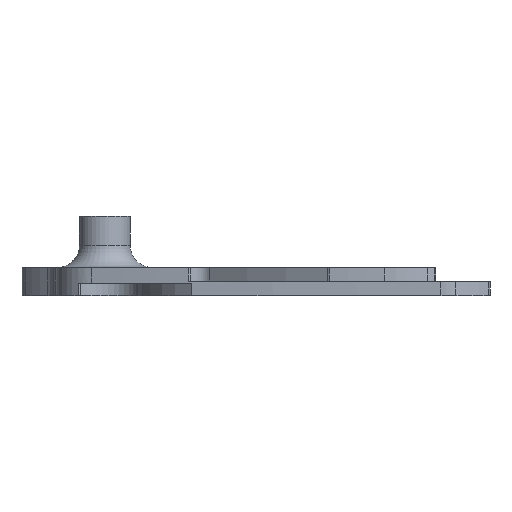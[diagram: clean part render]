
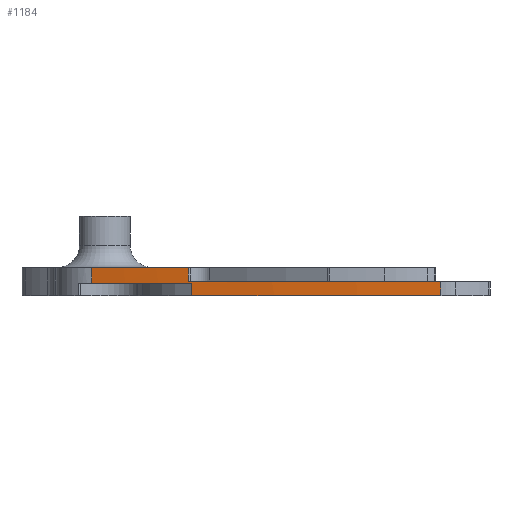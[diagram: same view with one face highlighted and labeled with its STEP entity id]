
A CAD part, front view. The second image highlights one B-rep face of the part: STEP entity #1184.
In plain terms, the highlighted cylindrical face has radius 500 mm (diameter 1000 mm), a partial arc.
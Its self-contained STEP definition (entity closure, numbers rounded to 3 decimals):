
#65 = DIRECTION ( 'NONE',  ( 0., 0., 1. ) ) ;
#77 = CARTESIAN_POINT ( 'NONE',  ( 23.922, -20.192, 165.653 ) ) ;
#187 = AXIS2_PLACEMENT_3D ( 'NONE', #347, #2451, #372 ) ;
#205 = CARTESIAN_POINT ( 'NONE',  ( 127.748, 468.91, 4. ) ) ;
#212 = CARTESIAN_POINT ( 'NONE',  ( -3.68, -13.508, 8. ) ) ;
#225 = LINE ( 'NONE', #3002, #2412 ) ;
#347 = CARTESIAN_POINT ( 'NONE',  ( 127.748, 468.91, 0. ) ) ;
#372 = DIRECTION ( 'NONE',  ( 1., 0., 0. ) ) ;
#429 = CIRCLE ( 'NONE', #2861, 500. ) ;
#494 = CARTESIAN_POINT ( 'NONE',  ( 23.922, -20.192, 8. ) ) ;
#510 = VERTEX_POINT ( 'NONE', #2403 ) ;
#517 = DIRECTION ( 'NONE',  ( -1., 0., 0. ) ) ;
#629 = VECTOR ( 'NONE', #2390, 1000. ) ;
#678 = DIRECTION ( 'NONE',  ( 0., 0., -1. ) ) ;
#681 = DIRECTION ( 'NONE',  ( -1., 0., 0. ) ) ;
#706 = ORIENTED_EDGE ( 'NONE', *, *, #2734, .F. ) ;
#730 = EDGE_CURVE ( 'NONE', #1620, #1553, #225, .T. ) ;
#747 = LINE ( 'NONE', #1444, #629 ) ;
#762 = EDGE_LOOP ( 'NONE', ( #706, #2318, #2959, #2211, #973, #899, #1437, #1643 ) ) ;
#893 = CYLINDRICAL_SURFACE ( 'NONE', #1331, 500. ) ;
#899 = ORIENTED_EDGE ( 'NONE', *, *, #1797, .T. ) ;
#903 = EDGE_CURVE ( 'NONE', #1620, #2772, #2114, .T. ) ;
#954 = AXIS2_PLACEMENT_3D ( 'NONE', #205, #3022, #1407 ) ;
#973 = ORIENTED_EDGE ( 'NONE', *, *, #1793, .F. ) ;
#975 = CARTESIAN_POINT ( 'NONE',  ( 127.748, 468.91, 3.5 ) ) ;
#1042 = CARTESIAN_POINT ( 'NONE',  ( 96.186, -30.093, 4. ) ) ;
#1184 = ADVANCED_FACE ( 'NONE', ( #2522 ), #893, .T. ) ;
#1323 = VERTEX_POINT ( 'NONE', #2585 ) ;
#1331 = AXIS2_PLACEMENT_3D ( 'NONE', #3011, #2748, #681 ) ;
#1407 = DIRECTION ( 'NONE',  ( 1., 0., 0. ) ) ;
#1437 = ORIENTED_EDGE ( 'NONE', *, *, #1856, .T. ) ;
#1444 = CARTESIAN_POINT ( 'NONE',  ( 24.829, -20.383, 1.75 ) ) ;
#1553 = VERTEX_POINT ( 'NONE', #1578 ) ;
#1578 = CARTESIAN_POINT ( 'NONE',  ( -3.68, -13.508, 3.5 ) ) ;
#1620 = VERTEX_POINT ( 'NONE', #212 ) ;
#1643 = ORIENTED_EDGE ( 'NONE', *, *, #1662, .F. ) ;
#1662 = EDGE_CURVE ( 'NONE', #2472, #2691, #1792, .T. ) ;
#1693 = DIRECTION ( 'NONE',  ( 0., 0., 1. ) ) ;
#1772 = CIRCLE ( 'NONE', #954, 500. ) ;
#1792 = LINE ( 'NONE', #2758, #2520 ) ;
#1793 = EDGE_CURVE ( 'NONE', #2602, #1553, #429, .T. ) ;
#1797 = EDGE_CURVE ( 'NONE', #2602, #510, #747, .T. ) ;
#1856 = EDGE_CURVE ( 'NONE', #510, #2691, #2816, .T. ) ;
#1880 = DIRECTION ( 'NONE',  ( 1., 0., 0. ) ) ;
#2114 = CIRCLE ( 'NONE', #2406, 500. ) ;
#2168 = LINE ( 'NONE', #77, #2805 ) ;
#2211 = ORIENTED_EDGE ( 'NONE', *, *, #730, .T. ) ;
#2298 = DIRECTION ( 'NONE',  ( 0., 0., -1. ) ) ;
#2318 = ORIENTED_EDGE ( 'NONE', *, *, #3000, .T. ) ;
#2390 = DIRECTION ( 'NONE',  ( 0., 0., -1. ) ) ;
#2399 = CARTESIAN_POINT ( 'NONE',  ( 127.748, 468.91, 8. ) ) ;
#2403 = CARTESIAN_POINT ( 'NONE',  ( 24.829, -20.383, 0. ) ) ;
#2406 = AXIS2_PLACEMENT_3D ( 'NONE', #2399, #65, #1880 ) ;
#2412 = VECTOR ( 'NONE', #2298, 1000. ) ;
#2451 = DIRECTION ( 'NONE',  ( 0., 0., 1. ) ) ;
#2461 = CARTESIAN_POINT ( 'NONE',  ( 96.186, -30.093, 0. ) ) ;
#2472 = VERTEX_POINT ( 'NONE', #1042 ) ;
#2520 = VECTOR ( 'NONE', #678, 1000. ) ;
#2522 = FACE_OUTER_BOUND ( 'NONE', #762, .T. ) ;
#2585 = CARTESIAN_POINT ( 'NONE',  ( 23.922, -20.192, 4. ) ) ;
#2602 = VERTEX_POINT ( 'NONE', #2703 ) ;
#2691 = VERTEX_POINT ( 'NONE', #2461 ) ;
#2703 = CARTESIAN_POINT ( 'NONE',  ( 24.829, -20.383, 3.5 ) ) ;
#2734 = EDGE_CURVE ( 'NONE', #1323, #2472, #1772, .T. ) ;
#2748 = DIRECTION ( 'NONE',  ( 0., 0., -1. ) ) ;
#2758 = CARTESIAN_POINT ( 'NONE',  ( 96.186, -30.093, 165.653 ) ) ;
#2772 = VERTEX_POINT ( 'NONE', #494 ) ;
#2805 = VECTOR ( 'NONE', #1693, 1000. ) ;
#2816 = CIRCLE ( 'NONE', #187, 500. ) ;
#2831 = DIRECTION ( 'NONE',  ( 0., 0., -1. ) ) ;
#2861 = AXIS2_PLACEMENT_3D ( 'NONE', #975, #2831, #517 ) ;
#2959 = ORIENTED_EDGE ( 'NONE', *, *, #903, .F. ) ;
#3000 = EDGE_CURVE ( 'NONE', #1323, #2772, #2168, .T. ) ;
#3002 = CARTESIAN_POINT ( 'NONE',  ( -3.68, -13.508, 165.653 ) ) ;
#3011 = CARTESIAN_POINT ( 'NONE',  ( 127.748, 468.91, 165.653 ) ) ;
#3022 = DIRECTION ( 'NONE',  ( 0., 0., 1. ) ) ;
